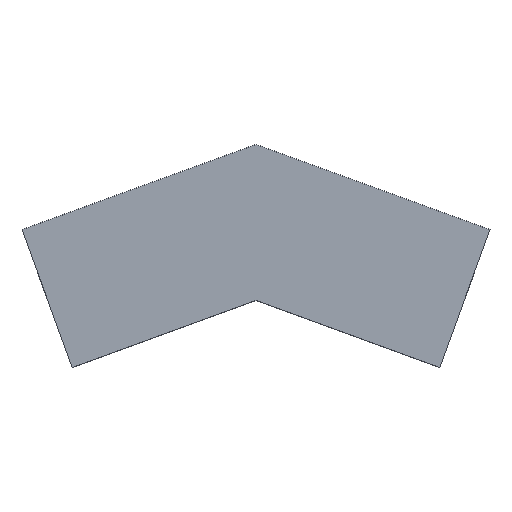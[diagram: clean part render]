
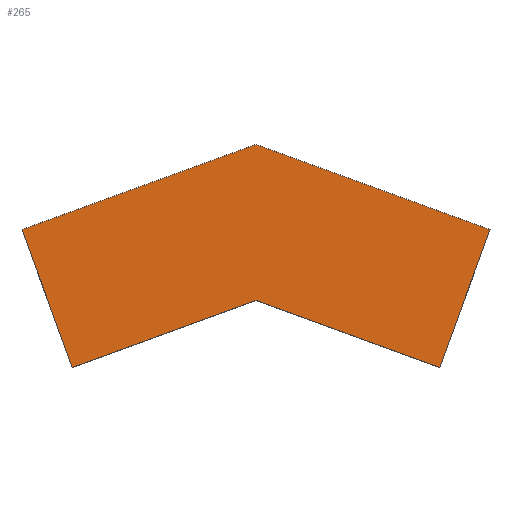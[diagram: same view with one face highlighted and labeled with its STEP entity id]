
A CAD part, top view. The second image highlights one B-rep face of the part: STEP entity #265.
In plain terms, the highlighted planar face has unit normal (0, 0, 1).
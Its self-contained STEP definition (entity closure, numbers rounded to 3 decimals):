
#63=CARTESIAN_POINT('Vertex',(4864.831,210.357,2000.)) ;
#77=CARTESIAN_POINT('Vertex',(80.,1951.893,2000.)) ;
#80=CARTESIAN_POINT('Line Origine',(2472.415,1081.125,2000.)) ;
#108=CARTESIAN_POINT('Vertex',(-4704.831,210.357,2000.)) ;
#111=CARTESIAN_POINT('Line Origine',(-2312.415,1081.125,2000.)) ;
#139=CARTESIAN_POINT('Vertex',(-3678.77,-2608.721,2000.)) ;
#142=CARTESIAN_POINT('Line Origine',(-4191.801,-1199.182,2000.)) ;
#170=CARTESIAN_POINT('Vertex',(80.,-1240.64,2000.)) ;
#173=CARTESIAN_POINT('Line Origine',(-1799.385,-1924.68,2000.)) ;
#201=CARTESIAN_POINT('Vertex',(3838.77,-2608.721,2000.)) ;
#204=CARTESIAN_POINT('Line Origine',(1959.385,-1924.68,2000.)) ;
#226=CARTESIAN_POINT('Line Origine',(4351.801,-1199.182,2000.)) ;
#252=CARTESIAN_POINT('Axis2P3D Location',(0.,0.,2000.)) ;
#81=DIRECTION('Vector Direction',(-0.94,0.342,0.)) ;
#112=DIRECTION('Vector Direction',(-0.94,-0.342,0.)) ;
#143=DIRECTION('Vector Direction',(0.342,-0.94,0.)) ;
#174=DIRECTION('Vector Direction',(0.94,0.342,0.)) ;
#205=DIRECTION('Vector Direction',(0.94,-0.342,0.)) ;
#227=DIRECTION('Vector Direction',(0.342,0.94,0.)) ;
#253=DIRECTION('Axis2P3D Direction',(0.,0.,1.)) ;
#254=DIRECTION('Axis2P3D XDirection',(1.,0.,0.)) ;
#255=AXIS2_PLACEMENT_3D('Plane Axis2P3D',#252,#253,#254) ;
#258=ORIENTED_EDGE('',*,*,#84,.T.) ;
#259=ORIENTED_EDGE('',*,*,#115,.T.) ;
#260=ORIENTED_EDGE('',*,*,#146,.T.) ;
#261=ORIENTED_EDGE('',*,*,#177,.T.) ;
#262=ORIENTED_EDGE('',*,*,#208,.T.) ;
#263=ORIENTED_EDGE('',*,*,#230,.T.) ;
#82=VECTOR('Line Direction',#81,1.) ;
#113=VECTOR('Line Direction',#112,1.) ;
#144=VECTOR('Line Direction',#143,1.) ;
#175=VECTOR('Line Direction',#174,1.) ;
#206=VECTOR('Line Direction',#205,1.) ;
#228=VECTOR('Line Direction',#227,1.) ;
#265=ADVANCED_FACE('',(#264),#256,.T.) ;
#84=EDGE_CURVE('',#64,#78,#83,.T.) ;
#115=EDGE_CURVE('',#78,#109,#114,.T.) ;
#146=EDGE_CURVE('',#109,#140,#145,.T.) ;
#177=EDGE_CURVE('',#140,#171,#176,.T.) ;
#208=EDGE_CURVE('',#171,#202,#207,.T.) ;
#230=EDGE_CURVE('',#202,#64,#229,.T.) ;
#257=EDGE_LOOP('',(#258,#259,#260,#261,#262,#263)) ;
#264=FACE_OUTER_BOUND('',#257,.T.) ;
#83=LINE('Line',#80,#82) ;
#114=LINE('Line',#111,#113) ;
#145=LINE('Line',#142,#144) ;
#176=LINE('Line',#173,#175) ;
#207=LINE('Line',#204,#206) ;
#229=LINE('Line',#226,#228) ;
#256=PLANE('Plane',#255) ;
#64=VERTEX_POINT('',#63) ;
#78=VERTEX_POINT('',#77) ;
#109=VERTEX_POINT('',#108) ;
#140=VERTEX_POINT('',#139) ;
#171=VERTEX_POINT('',#170) ;
#202=VERTEX_POINT('',#201) ;
